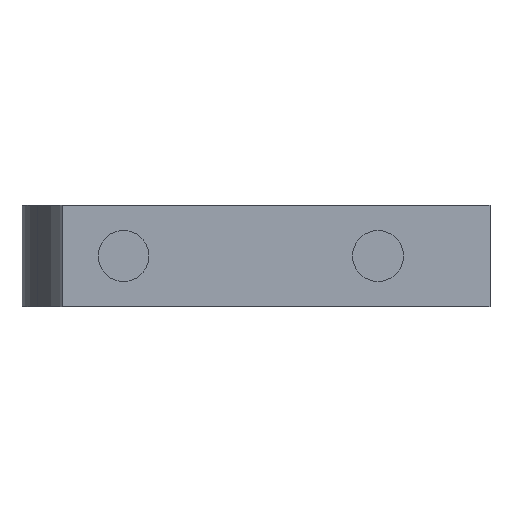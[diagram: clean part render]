
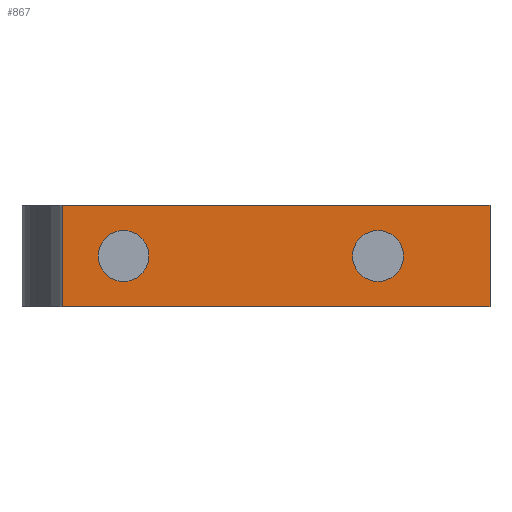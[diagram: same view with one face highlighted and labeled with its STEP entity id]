
A CAD part, left-side view. The second image highlights one B-rep face of the part: STEP entity #867.
In plain terms, the highlighted planar face has unit normal (-1, 0, 0).
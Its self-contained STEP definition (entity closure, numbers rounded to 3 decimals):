
#33 = AXIS2_PLACEMENT_3D ( 'NONE', #433, #807, #1047 ) ;
#40 = EDGE_CURVE ( 'NONE', #313, #444, #168, .T. ) ;
#41 = DIRECTION ( 'NONE',  ( 0., 1., 0. ) ) ;
#73 = DIRECTION ( 'NONE',  ( 0., 0., 1. ) ) ;
#101 = FACE_OUTER_BOUND ( 'NONE', #532, .T. ) ;
#102 = ORIENTED_EDGE ( 'NONE', *, *, #291, .F. ) ;
#105 = CARTESIAN_POINT ( 'NONE',  ( -23.938, -8.376, 5. ) ) ;
#106 = ORIENTED_EDGE ( 'NONE', *, *, #1101, .T. ) ;
#119 = FACE_BOUND ( 'NONE', #221, .T. ) ;
#135 = CARTESIAN_POINT ( 'NONE',  ( -23.938, -2.876, 1.25 ) ) ;
#143 = CARTESIAN_POINT ( 'NONE',  ( -23.938, -8.376, 0. ) ) ;
#146 = AXIS2_PLACEMENT_3D ( 'NONE', #638, #194, #918 ) ;
#166 = CARTESIAN_POINT ( 'NONE',  ( -23.938, -2.876, 2.5 ) ) ;
#168 = CIRCLE ( 'NONE', #321, 1.25 ) ;
#181 = CARTESIAN_POINT ( 'NONE',  ( -23.938, 9.624, 3.75 ) ) ;
#183 = VERTEX_POINT ( 'NONE', #105 ) ;
#194 = DIRECTION ( 'NONE',  ( -1., 0., 0. ) ) ;
#209 = VECTOR ( 'NONE', #687, 1000. ) ;
#219 = CARTESIAN_POINT ( 'NONE',  ( -23.938, -2.876, 3.75 ) ) ;
#221 = EDGE_LOOP ( 'NONE', ( #102, #350 ) ) ;
#291 = EDGE_CURVE ( 'NONE', #955, #956, #1051, .T. ) ;
#292 = FACE_BOUND ( 'NONE', #315, .T. ) ;
#313 = VERTEX_POINT ( 'NONE', #576 ) ;
#315 = EDGE_LOOP ( 'NONE', ( #825, #800 ) ) ;
#321 = AXIS2_PLACEMENT_3D ( 'NONE', #608, #449, #967 ) ;
#350 = ORIENTED_EDGE ( 'NONE', *, *, #641, .F. ) ;
#378 = LINE ( 'NONE', #465, #590 ) ;
#385 = EDGE_CURVE ( 'NONE', #444, #313, #391, .T. ) ;
#391 = CIRCLE ( 'NONE', #33, 1.25 ) ;
#393 = CARTESIAN_POINT ( 'NONE',  ( -23.938, 12.624, 5. ) ) ;
#398 = DIRECTION ( 'NONE',  ( 0., 0., -1. ) ) ;
#414 = VECTOR ( 'NONE', #398, 1000. ) ;
#433 = CARTESIAN_POINT ( 'NONE',  ( -23.938, 9.624, 2.5 ) ) ;
#444 = VERTEX_POINT ( 'NONE', #181 ) ;
#449 = DIRECTION ( 'NONE',  ( -1., 0., 0. ) ) ;
#452 = CARTESIAN_POINT ( 'NONE',  ( -23.938, 0., 5. ) ) ;
#465 = CARTESIAN_POINT ( 'NONE',  ( -23.938, 12.624, 5. ) ) ;
#520 = VECTOR ( 'NONE', #41, 1000. ) ;
#528 = CIRCLE ( 'NONE', #930, 1.25 ) ;
#532 = EDGE_LOOP ( 'NONE', ( #533, #595, #106, #972 ) ) ;
#533 = ORIENTED_EDGE ( 'NONE', *, *, #934, .F. ) ;
#562 = CARTESIAN_POINT ( 'NONE',  ( -23.938, 12.624, 0. ) ) ;
#572 = LINE ( 'NONE', #1040, #414 ) ;
#576 = CARTESIAN_POINT ( 'NONE',  ( -23.938, 9.624, 1.25 ) ) ;
#577 = VERTEX_POINT ( 'NONE', #143 ) ;
#590 = VECTOR ( 'NONE', #1085, 1000. ) ;
#595 = ORIENTED_EDGE ( 'NONE', *, *, #609, .F. ) ;
#608 = CARTESIAN_POINT ( 'NONE',  ( -23.938, 9.624, 2.5 ) ) ;
#609 = EDGE_CURVE ( 'NONE', #183, #577, #572, .T. ) ;
#638 = CARTESIAN_POINT ( 'NONE',  ( -23.938, 0., 5. ) ) ;
#641 = EDGE_CURVE ( 'NONE', #956, #955, #528, .T. ) ;
#687 = DIRECTION ( 'NONE',  ( 0., 1., 0. ) ) ;
#737 = AXIS2_PLACEMENT_3D ( 'NONE', #166, #970, #73 ) ;
#800 = ORIENTED_EDGE ( 'NONE', *, *, #40, .F. ) ;
#807 = DIRECTION ( 'NONE',  ( -1., 0., 0. ) ) ;
#823 = PLANE ( 'NONE',  #146 ) ;
#825 = ORIENTED_EDGE ( 'NONE', *, *, #385, .F. ) ;
#835 = EDGE_CURVE ( 'NONE', #899, #866, #378, .T. ) ;
#853 = LINE ( 'NONE', #932, #520 ) ;
#866 = VERTEX_POINT ( 'NONE', #562 ) ;
#867 = ADVANCED_FACE ( 'NONE', ( #292, #119, #101 ), #823, .T. ) ;
#899 = VERTEX_POINT ( 'NONE', #393 ) ;
#918 = DIRECTION ( 'NONE',  ( 0., 0., 1. ) ) ;
#928 = DIRECTION ( 'NONE',  ( 0., 0., 1. ) ) ;
#930 = AXIS2_PLACEMENT_3D ( 'NONE', #935, #1123, #928 ) ;
#932 = CARTESIAN_POINT ( 'NONE',  ( -23.938, 0., 0. ) ) ;
#934 = EDGE_CURVE ( 'NONE', #577, #866, #853, .T. ) ;
#935 = CARTESIAN_POINT ( 'NONE',  ( -23.938, -2.876, 2.5 ) ) ;
#955 = VERTEX_POINT ( 'NONE', #219 ) ;
#956 = VERTEX_POINT ( 'NONE', #135 ) ;
#967 = DIRECTION ( 'NONE',  ( 0., 0., 1. ) ) ;
#970 = DIRECTION ( 'NONE',  ( -1., 0., 0. ) ) ;
#972 = ORIENTED_EDGE ( 'NONE', *, *, #835, .T. ) ;
#1040 = CARTESIAN_POINT ( 'NONE',  ( -23.938, -8.376, 5. ) ) ;
#1042 = LINE ( 'NONE', #452, #209 ) ;
#1047 = DIRECTION ( 'NONE',  ( 0., 0., 1. ) ) ;
#1051 = CIRCLE ( 'NONE', #737, 1.25 ) ;
#1085 = DIRECTION ( 'NONE',  ( 0., 0., -1. ) ) ;
#1101 = EDGE_CURVE ( 'NONE', #183, #899, #1042, .T. ) ;
#1123 = DIRECTION ( 'NONE',  ( -1., 0., 0. ) ) ;
